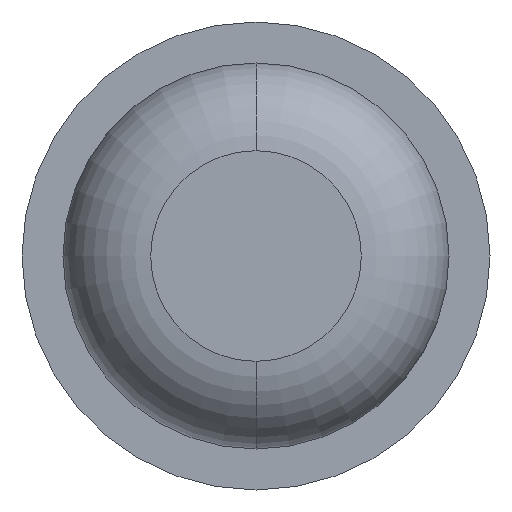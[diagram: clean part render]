
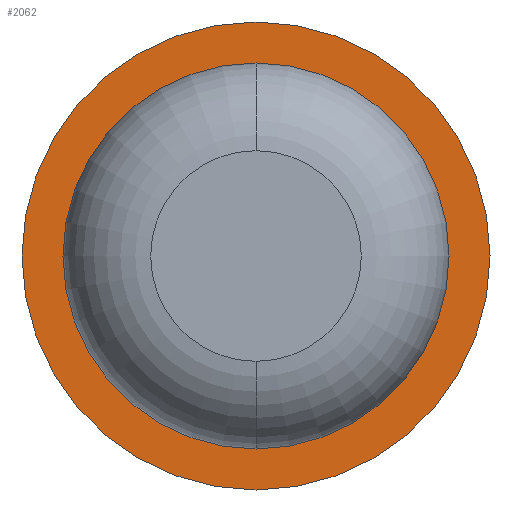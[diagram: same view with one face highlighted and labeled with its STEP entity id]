
A CAD part, front view. The second image highlights one B-rep face of the part: STEP entity #2062.
In plain terms, the highlighted planar face has unit normal (0, -1, 0).
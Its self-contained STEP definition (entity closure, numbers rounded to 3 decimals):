
#101 = ORIENTED_EDGE ( 'NONE', *, *, #3732, .F. ) ;
#172 = AXIS2_PLACEMENT_3D ( 'NONE', #2579, #2903, #2881 ) ;
#207 = CARTESIAN_POINT ( 'NONE',  ( 0., -2., 0. ) ) ;
#342 = CARTESIAN_POINT ( 'NONE',  ( 0., -2., 0. ) ) ;
#540 = DIRECTION ( 'NONE',  ( 0., 1., 0. ) ) ;
#602 = AXIS2_PLACEMENT_3D ( 'NONE', #4073, #3465, #921 ) ;
#711 = ORIENTED_EDGE ( 'NONE', *, *, #2545, .T. ) ;
#921 = DIRECTION ( 'NONE',  ( 0., 0., 1. ) ) ;
#1121 = CARTESIAN_POINT ( 'NONE',  ( 0., -2., 0.825 ) ) ;
#1157 = FACE_BOUND ( 'NONE', #3401, .T. ) ;
#1488 = EDGE_CURVE ( 'Defeature ausgef�hrt4_5+Defeature ausgef�hrt4_0+Defeature ausgef�hrt4_0+Defeature ausgef�hrt4_0', #3527, #1647, #3310, .T. ) ;
#1526 = AXIS2_PLACEMENT_3D ( 'NONE', #342, #1637, #3185 ) ;
#1637 = DIRECTION ( 'NONE',  ( 0., 1., 0. ) ) ;
#1647 = VERTEX_POINT ( 'NONE', #1121 ) ;
#1692 = VERTEX_POINT ( 'NONE', #2706 ) ;
#1881 = EDGE_LOOP ( 'NONE', ( #2294, #101 ) ) ;
#2056 = ORIENTED_EDGE ( 'NONE', *, *, #1488, .T. ) ;
#2062 = ADVANCED_FACE ( 'Defeature ausgef�hrt4_5', ( #3251, #1157 ), #2252, .F. ) ;
#2252 = PLANE ( 'NONE',  #172 ) ;
#2274 = AXIS2_PLACEMENT_3D ( 'NONE', #3861, #2577, #3535 ) ;
#2294 = ORIENTED_EDGE ( 'NONE', *, *, #3184, .F. ) ;
#2511 = CIRCLE ( 'NONE', #1526, 0.825 ) ;
#2545 = EDGE_CURVE ( 'Defeature ausgef�hrt4_5+Defeature ausgef�hrt4_0+Defeature ausgef�hrt4_0+Defeature ausgef�hrt4_0', #1647, #3527, #2511, .T. ) ;
#2577 = DIRECTION ( 'NONE',  ( 0., 1., 0. ) ) ;
#2579 = CARTESIAN_POINT ( 'NONE',  ( 1., -2., 0. ) ) ;
#2706 = CARTESIAN_POINT ( 'NONE',  ( 0., -2., -1. ) ) ;
#2717 = VERTEX_POINT ( 'NONE', #3554 ) ;
#2881 = DIRECTION ( 'NONE',  ( 0., 0., 1. ) ) ;
#2903 = DIRECTION ( 'NONE',  ( 0., 1., 0. ) ) ;
#3033 = CARTESIAN_POINT ( 'NONE',  ( 0., -2., -0.825 ) ) ;
#3184 = EDGE_CURVE ( 'Defeature ausgef�hrt4_6+Defeature ausgef�hrt4_5+Defeature ausgef�hrt4_5+Defeature ausgef�hrt4_5', #2717, #1692, #3909, .T. ) ;
#3185 = DIRECTION ( 'NONE',  ( 0., 0., 1. ) ) ;
#3251 = FACE_OUTER_BOUND ( 'NONE', #1881, .T. ) ;
#3310 = CIRCLE ( 'NONE', #3355, 0.825 ) ;
#3355 = AXIS2_PLACEMENT_3D ( 'NONE', #207, #540, #3764 ) ;
#3401 = EDGE_LOOP ( 'NONE', ( #711, #2056 ) ) ;
#3465 = DIRECTION ( 'NONE',  ( 0., 1., 0. ) ) ;
#3527 = VERTEX_POINT ( 'NONE', #3033 ) ;
#3535 = DIRECTION ( 'NONE',  ( 0., 0., 1. ) ) ;
#3554 = CARTESIAN_POINT ( 'NONE',  ( 0., -2., 1. ) ) ;
#3560 = CIRCLE ( 'NONE', #2274, 1. ) ;
#3732 = EDGE_CURVE ( 'Defeature ausgef�hrt4_6+Defeature ausgef�hrt4_5+Defeature ausgef�hrt4_5+Defeature ausgef�hrt4_5', #1692, #2717, #3560, .T. ) ;
#3764 = DIRECTION ( 'NONE',  ( 0., 0., 1. ) ) ;
#3861 = CARTESIAN_POINT ( 'NONE',  ( 0., -2., 0. ) ) ;
#3909 = CIRCLE ( 'NONE', #602, 1. ) ;
#4073 = CARTESIAN_POINT ( 'NONE',  ( 0., -2., 0. ) ) ;
